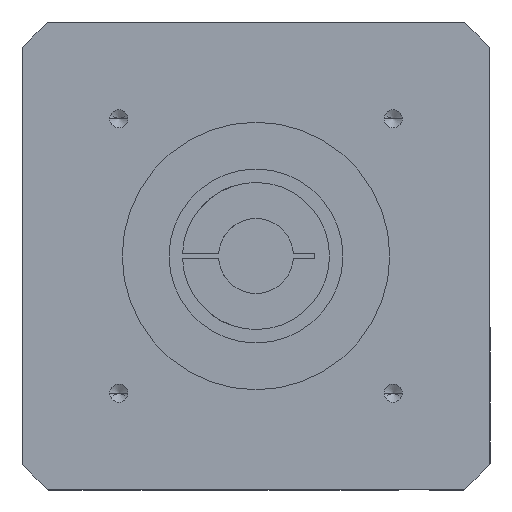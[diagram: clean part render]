
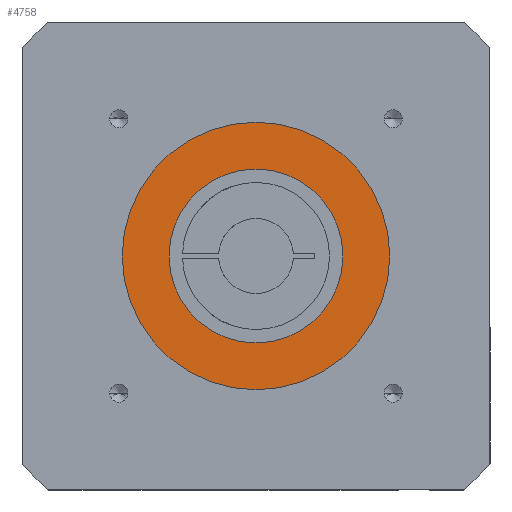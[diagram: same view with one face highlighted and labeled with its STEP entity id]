
A CAD part, front view. The second image highlights one B-rep face of the part: STEP entity #4758.
In plain terms, the highlighted face is planar.
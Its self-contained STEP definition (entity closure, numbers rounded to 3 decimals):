
#25 = ORIENTED_EDGE ( 'NONE', *, *, #1803, .T. ) ;
#182 = EDGE_CURVE ( 'NONE', #702, #2510, #1680, .T. ) ;
#286 = DIRECTION ( 'NONE',  ( 0., 1., 0. ) ) ;
#432 = CARTESIAN_POINT ( 'NONE',  ( 0., 70., -32.5 ) ) ;
#500 = ORIENTED_EDGE ( 'NONE', *, *, #2201, .F. ) ;
#691 = CIRCLE ( 'NONE', #2308, 32.5 ) ;
#702 = VERTEX_POINT ( 'NONE', #4112 ) ;
#730 = DIRECTION ( 'NONE',  ( 0., 0., 1. ) ) ;
#834 = AXIS2_PLACEMENT_3D ( 'NONE', #5545, #286, #1170 ) ;
#1022 = FACE_OUTER_BOUND ( 'NONE', #2124, .T. ) ;
#1170 = DIRECTION ( 'NONE',  ( 0., 0., 1. ) ) ;
#1329 = CARTESIAN_POINT ( 'NONE',  ( 0., 70., 0. ) ) ;
#1382 = CARTESIAN_POINT ( 'NONE',  ( 0., 70., 50. ) ) ;
#1416 = CARTESIAN_POINT ( 'NONE',  ( 0., 70., 32.5 ) ) ;
#1502 = EDGE_LOOP ( 'NONE', ( #3832, #500 ) ) ;
#1680 = CIRCLE ( 'NONE', #2463, 50. ) ;
#1719 = DIRECTION ( 'NONE',  ( 0., 1., 0. ) ) ;
#1720 = ORIENTED_EDGE ( 'NONE', *, *, #182, .T. ) ;
#1725 = VERTEX_POINT ( 'NONE', #432 ) ;
#1803 = EDGE_CURVE ( 'NONE', #2510, #702, #2851, .T. ) ;
#1863 = EDGE_CURVE ( 'NONE', #1887, #1725, #691, .T. ) ;
#1887 = VERTEX_POINT ( 'NONE', #1416 ) ;
#2040 = CARTESIAN_POINT ( 'NONE',  ( 0., 70., 0. ) ) ;
#2124 = EDGE_LOOP ( 'NONE', ( #25, #1720 ) ) ;
#2201 = EDGE_CURVE ( 'NONE', #1725, #1887, #3052, .T. ) ;
#2308 = AXIS2_PLACEMENT_3D ( 'NONE', #2309, #4411, #5309 ) ;
#2309 = CARTESIAN_POINT ( 'NONE',  ( 0., 70., 0. ) ) ;
#2463 = AXIS2_PLACEMENT_3D ( 'NONE', #2040, #5491, #5095 ) ;
#2510 = VERTEX_POINT ( 'NONE', #1382 ) ;
#2719 = FACE_BOUND ( 'NONE', #1502, .T. ) ;
#2851 = CIRCLE ( 'NONE', #3376, 50. ) ;
#3052 = CIRCLE ( 'NONE', #834, 32.5 ) ;
#3366 = PLANE ( 'NONE',  #3943 ) ;
#3376 = AXIS2_PLACEMENT_3D ( 'NONE', #1329, #1719, #3511 ) ;
#3511 = DIRECTION ( 'NONE',  ( 0., 0., 1. ) ) ;
#3832 = ORIENTED_EDGE ( 'NONE', *, *, #1863, .F. ) ;
#3943 = AXIS2_PLACEMENT_3D ( 'NONE', #4680, #4661, #730 ) ;
#4112 = CARTESIAN_POINT ( 'NONE',  ( 0., 70., -50. ) ) ;
#4411 = DIRECTION ( 'NONE',  ( 0., 1., 0. ) ) ;
#4661 = DIRECTION ( 'NONE',  ( 0., 1., 0. ) ) ;
#4680 = CARTESIAN_POINT ( 'NONE',  ( 0., 70., 0. ) ) ;
#4758 = ADVANCED_FACE ( 'NONE', ( #2719, #1022 ), #3366, .T. ) ;
#5095 = DIRECTION ( 'NONE',  ( 0., 0., 1. ) ) ;
#5309 = DIRECTION ( 'NONE',  ( 0., 0., 1. ) ) ;
#5491 = DIRECTION ( 'NONE',  ( 0., 1., 0. ) ) ;
#5545 = CARTESIAN_POINT ( 'NONE',  ( 0., 70., 0. ) ) ;
